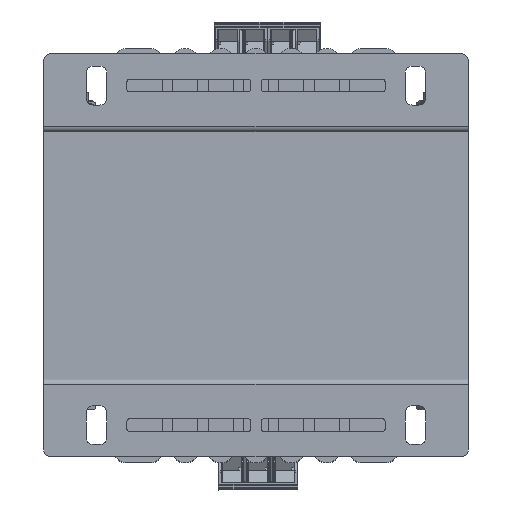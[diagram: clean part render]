
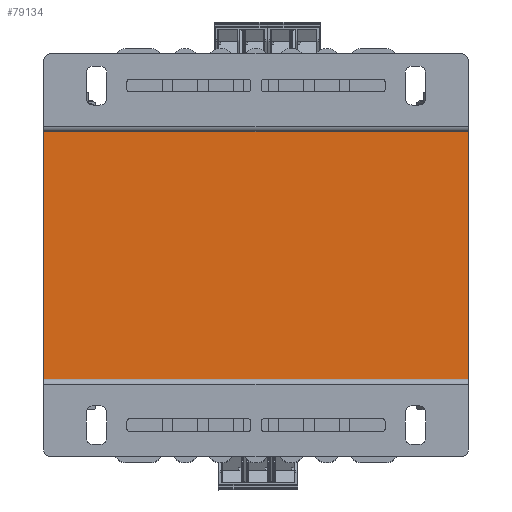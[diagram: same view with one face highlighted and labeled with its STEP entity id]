
A CAD part, top view. The second image highlights one B-rep face of the part: STEP entity #79134.
In plain terms, the highlighted planar face has unit normal (0, 0, 1).
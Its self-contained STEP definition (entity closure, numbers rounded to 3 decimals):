
#2702=FACE_OUTER_BOUND('',#6744,.T.);
#6744=EDGE_LOOP('',(#49311,#49312,#49313,#49314));
#10944=LINE('',#109237,#20743);
#10978=LINE('',#109321,#20777);
#10980=LINE('',#109325,#20779);
#10981=LINE('',#109326,#20780);
#20743=VECTOR('',#88792,1.);
#20777=VECTOR('',#88870,1.);
#20779=VECTOR('',#88874,1.);
#20780=VECTOR('',#88875,1.);
#30541=VERTEX_POINT('',#109233);
#30543=VERTEX_POINT('',#109236);
#30571=VERTEX_POINT('',#109320);
#30572=VERTEX_POINT('',#109324);
#37913=EDGE_CURVE('',#30543,#30541,#10944,.T.);
#37955=EDGE_CURVE('',#30571,#30543,#10978,.T.);
#37957=EDGE_CURVE('',#30572,#30541,#10980,.T.);
#37958=EDGE_CURVE('',#30572,#30571,#10981,.T.);
#49311=ORIENTED_EDGE('',*,*,#37957,.F.);
#49312=ORIENTED_EDGE('',*,*,#37958,.T.);
#49313=ORIENTED_EDGE('',*,*,#37955,.T.);
#49314=ORIENTED_EDGE('',*,*,#37913,.T.);
#71904=PLANE('',#83487);
#79134=ADVANCED_FACE('',(#2702),#71904,.T.);
#83487=AXIS2_PLACEMENT_3D('',#109323,#88872,#88873);
#88792=DIRECTION('',(1.,0.,0.));
#88870=DIRECTION('',(0.,-1.,0.));
#88872=DIRECTION('center_axis',(0.,0.,1.));
#88873=DIRECTION('ref_axis',(0.,-1.,0.));
#88874=DIRECTION('',(0.,-1.,0.));
#88875=DIRECTION('',(-1.,0.,0.));
#109233=CARTESIAN_POINT('',(514.76,18.348,67.5));
#109236=CARTESIAN_POINT('',(394.76,18.348,67.5));
#109237=CARTESIAN_POINT('',(514.76,18.348,67.5));
#109320=CARTESIAN_POINT('',(394.76,88.348,67.5));
#109321=CARTESIAN_POINT('',(394.76,88.348,67.5));
#109323=CARTESIAN_POINT('Origin',(394.76,88.348,67.5));
#109324=CARTESIAN_POINT('',(514.76,88.348,67.5));
#109325=CARTESIAN_POINT('',(514.76,88.348,67.5));
#109326=CARTESIAN_POINT('',(514.76,88.348,67.5));
